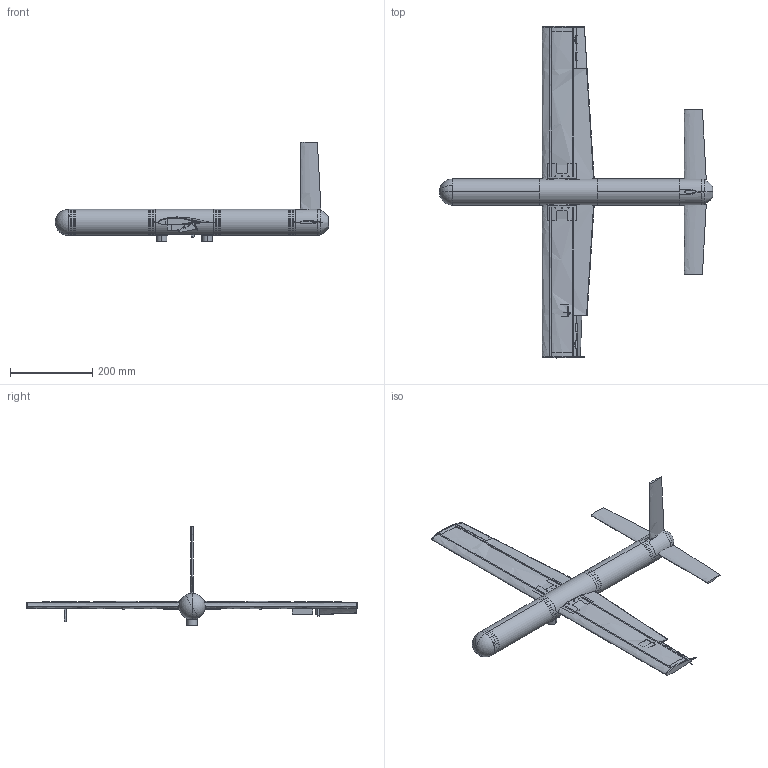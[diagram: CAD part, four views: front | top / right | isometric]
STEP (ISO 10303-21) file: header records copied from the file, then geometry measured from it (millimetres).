
FILE_DESCRIPTION (( 'STEP AP203' ), '1' );
FILE_NAME ('Step for Stephen_NCSU Design.STEP', '2020-12-21T20:58:12', ( '' ), ( '' ), 'SwSTEP 2.0', 'SolidWorks 2020', '' );
FILE_SCHEMA (( 'CONFIG_CONTROL_DESIGN' ));
Length unit declared in the file: metre
Products named in the file (29): 90145A508_18-8 STAINLESS STEEL DOWEL PIN_90145A508; Step for Stephen_NCSU Design; WIngbox; EXK-02-0009; EXK-02-0006-01; HS-5086WP; MirrorEXK-02-0003; HS-5086WP_top; MirrorEXK-02-0009; EXK-02-0005-01_Try 2; Assem1; EXK-02-0003; 93615A216_TYPE 18-8 SS LOW PROFILE SOCKET CAP SCREW_93615A216; EXK-02-0006; MING-10-FCR; EXK-02-0008-ASY; MRfuselageWithProp_FS; EXK-02-0002; MRvStab_FS; MRhStab_FS; EXK-02-0001; MRwing_FS; HS-5086WP_upper; EXK-02-0010; EXK-01-0002; EXK-02-0005_Try 2; HS-5086WP_bottom; HS-5086WP_midle; EXK-01-0006
Assembly tree (36 placements, depth 3):
  Step for Stephen_NCSU Design
    MRwing_FS
    MRhStab_FS
    MRvStab_FS
    MRfuselageWithProp_FS
    EXK-01-0002
    EXK-01-0006
    WIngbox
    EXK-02-0001  x2
    EXK-02-0002  x2
    EXK-02-0003
    MING-10-FCR  x2
    MirrorEXK-02-0003
    Assem1
      EXK-02-0005_Try 2
      EXK-02-0006
    EXK-02-0008-ASY
      EXK-02-0005-01_Try 2
      EXK-02-0006-01
    93615A216_TYPE 18-8 SS LOW PROFILE SOCKET CAP SCREW_93615A216  x3
    EXK-02-0009
    MirrorEXK-02-0009
    90145A508_18-8 STAINLESS STEEL DOWEL PIN_90145A508  x4
    HS-5086WP
      HS-5086WP_bottom
      HS-5086WP_midle
      HS-5086WP_upper
      HS-5086WP_top
    EXK-02-0010
Bounding box: 664.04 x 806.34 x 242.18 mm (x, y, z)
Volume: 2120274.1 mm3; surface area: 632361.2 mm2
Topology: 36 solids, 36 shells, 1140 faces, 2961 edges, 1878 vertices
Faces by surface type: plane 470, cylinder 402, cone 168, bspline 84, torus 10, sphere 6
Entity records: 44807 total; most frequent: CARTESIAN_POINT 17011, ORIENTED_EDGE 5220, DIRECTION 4778, EDGE_CURVE 2610, AXIS2_PLACEMENT_3D 1749, VERTEX_POINT 1714, VECTOR 1280, LINE 1280
